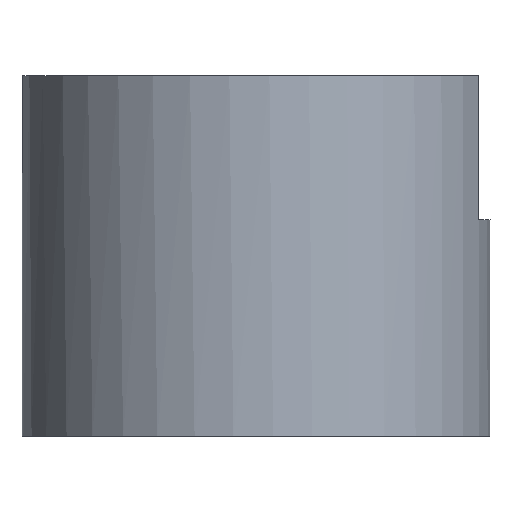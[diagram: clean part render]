
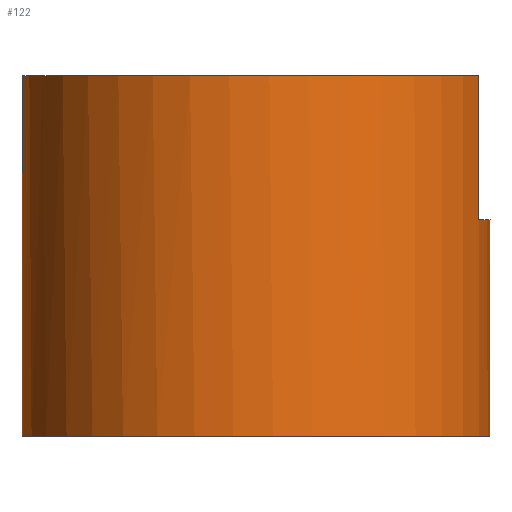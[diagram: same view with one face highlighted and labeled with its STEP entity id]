
A CAD part, left-side view. The second image highlights one B-rep face of the part: STEP entity #122.
In plain terms, the highlighted cylindrical face has radius 6.5 mm (diameter 13 mm), a full revolution.
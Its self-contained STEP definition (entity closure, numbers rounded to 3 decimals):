
#16=FACE_BOUND('',#34,.T.);
#18=CYLINDRICAL_SURFACE('',#136,6.5);
#24=FACE_OUTER_BOUND('',#33,.T.);
#33=EDGE_LOOP('',(#101,#102,#103,#104));
#34=EDGE_LOOP('',(#105));
#40=LINE('',#193,#48);
#44=LINE('',#200,#52);
#48=VECTOR('',#154,4.);
#52=VECTOR('',#160,4.);
#54=CIRCLE('',#129,6.5);
#57=CIRCLE('',#137,6.5);
#58=CIRCLE('',#138,6.5);
#61=VERTEX_POINT('',#184);
#62=VERTEX_POINT('',#186);
#64=VERTEX_POINT('',#192);
#66=VERTEX_POINT('',#198);
#68=VERTEX_POINT('',#208);
#71=EDGE_CURVE('',#62,#61,#54,.T.);
#74=EDGE_CURVE('',#64,#62,#40,.T.);
#78=EDGE_CURVE('',#61,#66,#44,.T.);
#81=EDGE_CURVE('',#64,#66,#57,.T.);
#82=EDGE_CURVE('',#68,#68,#58,.T.);
#101=ORIENTED_EDGE('',*,*,#78,.T.);
#102=ORIENTED_EDGE('',*,*,#81,.F.);
#103=ORIENTED_EDGE('',*,*,#74,.T.);
#104=ORIENTED_EDGE('',*,*,#71,.T.);
#105=ORIENTED_EDGE('',*,*,#82,.F.);
#122=ADVANCED_FACE('',(#24,#16),#18,.T.);
#129=AXIS2_PLACEMENT_3D('',#187,#148,#149);
#136=AXIS2_PLACEMENT_3D('',#206,#169,#170);
#137=AXIS2_PLACEMENT_3D('',#207,#171,#172);
#138=AXIS2_PLACEMENT_3D('',#209,#173,#174);
#148=DIRECTION('center_axis',(0.,0.,-1.));
#149=DIRECTION('ref_axis',(-1.,0.,0.));
#154=DIRECTION('',(0.,0.,-1.));
#160=DIRECTION('',(0.,0.,1.));
#169=DIRECTION('center_axis',(0.,0.,1.));
#170=DIRECTION('ref_axis',(-1.,0.,0.));
#171=DIRECTION('center_axis',(0.,0.,1.));
#172=DIRECTION('ref_axis',(-1.,0.,0.));
#173=DIRECTION('center_axis',(0.,0.,-1.));
#174=DIRECTION('ref_axis',(-1.,0.,0.));
#184=CARTESIAN_POINT('',(-2.,-6.185,6.));
#186=CARTESIAN_POINT('',(2.,-6.185,6.));
#187=CARTESIAN_POINT('Origin',(0.,0.,6.));
#192=CARTESIAN_POINT('',(2.,-6.185,10.));
#193=CARTESIAN_POINT('',(2.,-6.185,0.));
#198=CARTESIAN_POINT('',(-2.,-6.185,10.));
#200=CARTESIAN_POINT('',(-2.,-6.185,0.));
#206=CARTESIAN_POINT('Origin',(0.,0.,0.));
#207=CARTESIAN_POINT('Origin',(0.,0.,10.));
#208=CARTESIAN_POINT('',(6.5,0.,0.));
#209=CARTESIAN_POINT('Origin',(0.,0.,0.));
